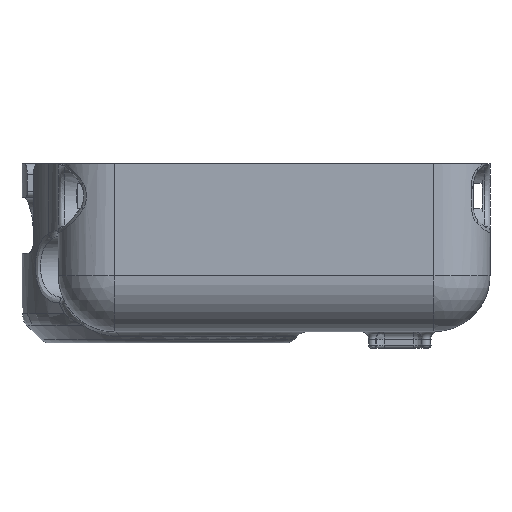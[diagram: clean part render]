
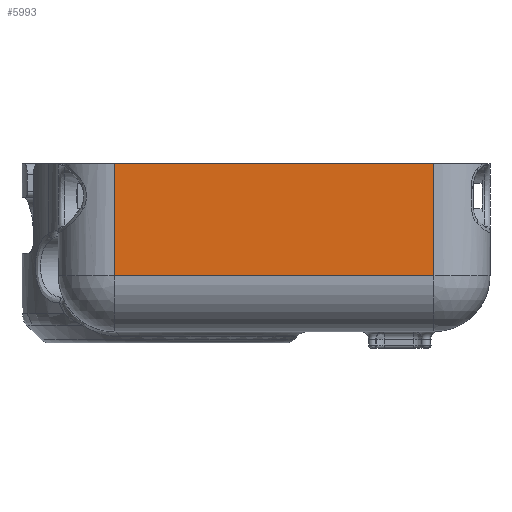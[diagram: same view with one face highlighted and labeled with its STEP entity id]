
A CAD part, left-side view. The second image highlights one B-rep face of the part: STEP entity #5993.
In plain terms, the highlighted planar face has unit normal (-1, 0, 0).
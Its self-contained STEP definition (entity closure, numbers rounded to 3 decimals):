
#154=PLANE('',#6596);
#349=LINE('',#9589,#753);
#445=LINE('',#11661,#849);
#446=LINE('',#11663,#850);
#447=LINE('',#11664,#851);
#753=VECTOR('',#7233,1000.);
#849=VECTOR('',#7803,1000.);
#850=VECTOR('',#7804,1000.);
#851=VECTOR('',#7805,1000.);
#1484=FACE_OUTER_BOUND('',#1873,.T.);
#1873=EDGE_LOOP('',(#4728,#4729,#4730,#4731));
#2654=VERTEX_POINT('',#9586);
#2655=VERTEX_POINT('',#9588);
#2865=VERTEX_POINT('',#11660);
#2866=VERTEX_POINT('',#11662);
#3266=EDGE_CURVE('',#2654,#2655,#349,.T.);
#3559=EDGE_CURVE('',#2654,#2865,#445,.T.);
#3560=EDGE_CURVE('',#2865,#2866,#446,.T.);
#3561=EDGE_CURVE('',#2866,#2655,#447,.T.);
#4728=ORIENTED_EDGE('',*,*,#3559,.T.);
#4729=ORIENTED_EDGE('',*,*,#3560,.T.);
#4730=ORIENTED_EDGE('',*,*,#3561,.T.);
#4731=ORIENTED_EDGE('',*,*,#3266,.F.);
#5993=ADVANCED_FACE('',(#1484),#154,.F.);
#6596=AXIS2_PLACEMENT_3D('',#11659,#7801,#7802);
#7233=DIRECTION('',(0.,-1.,0.));
#7801=DIRECTION('center_axis',(1.,0.,0.));
#7802=DIRECTION('ref_axis',(0.,1.,0.));
#7803=DIRECTION('',(0.,0.,-1.));
#7804=DIRECTION('',(0.,-1.,0.));
#7805=DIRECTION('',(0.,0.,1.));
#9586=CARTESIAN_POINT('',(-19.3,-9.75,4.5));
#9588=CARTESIAN_POINT('',(-19.3,-38.25,4.5));
#9589=CARTESIAN_POINT('',(-19.3,-4.75,4.5));
#11659=CARTESIAN_POINT('Origin',(-19.3,-4.75,4.5));
#11660=CARTESIAN_POINT('',(-19.3,-9.75,-5.5));
#11661=CARTESIAN_POINT('',(-19.3,-9.75,4.5));
#11662=CARTESIAN_POINT('',(-19.3,-38.25,-5.5));
#11663=CARTESIAN_POINT('',(-19.3,-38.25,-5.5));
#11664=CARTESIAN_POINT('',(-19.3,-38.25,4.5));
